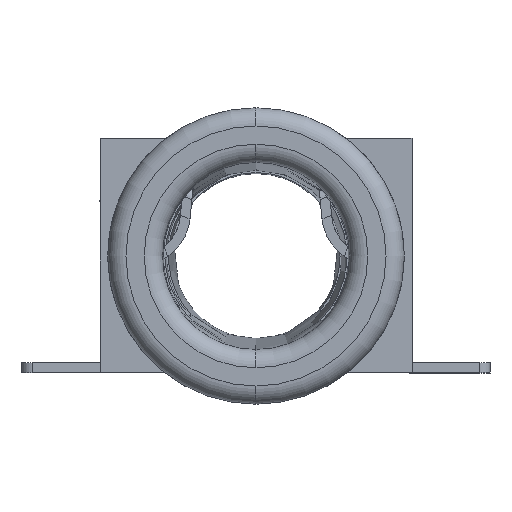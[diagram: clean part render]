
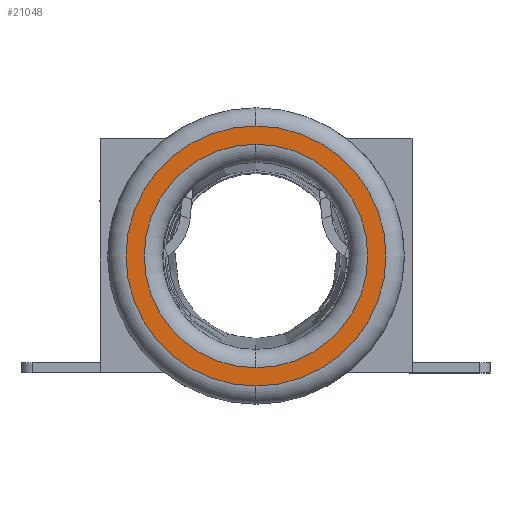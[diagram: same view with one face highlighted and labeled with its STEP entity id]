
A CAD part, left-side view. The second image highlights one B-rep face of the part: STEP entity #21048.
In plain terms, the highlighted planar face has unit normal (-1, 0, 0).
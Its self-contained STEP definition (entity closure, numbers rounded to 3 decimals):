
#90 = DIRECTION ( 'NONE',  ( 0., 0., 1. ) ) ;
#251 = EDGE_LOOP ( 'NONE', ( #6126, #18890 ) ) ;
#334 = EDGE_LOOP ( 'NONE', ( #2420, #24622 ) ) ;
#1128 = DIRECTION ( 'NONE',  ( 0., 0., 1. ) ) ;
#1352 = EDGE_CURVE ( 'NONE', #10325, #23902, #11459, .T. ) ;
#1734 = DIRECTION ( 'NONE',  ( 1., 0., 0. ) ) ;
#2420 = ORIENTED_EDGE ( 'NONE', *, *, #19144, .T. ) ;
#3937 = CARTESIAN_POINT ( 'NONE',  ( -4., 0., -0.25 ) ) ;
#4086 = PLANE ( 'NONE',  #7340 ) ;
#5241 = CIRCLE ( 'NONE', #22510, 2.5 ) ;
#5622 = DIRECTION ( 'NONE',  ( 1., 0., 0. ) ) ;
#5780 = CIRCLE ( 'NONE', #14673, 2.15 ) ;
#6126 = ORIENTED_EDGE ( 'NONE', *, *, #1352, .T. ) ;
#6574 = DIRECTION ( 'NONE',  ( 0., 0., 1. ) ) ;
#7340 = AXIS2_PLACEMENT_3D ( 'NONE', #21796, #7975, #23454 ) ;
#7631 = CARTESIAN_POINT ( 'NONE',  ( -4., 0., 2.25 ) ) ;
#7683 = EDGE_CURVE ( 'NONE', #21841, #15955, #5780, .T. ) ;
#7975 = DIRECTION ( 'NONE',  ( -1., 0., 0. ) ) ;
#9256 = EDGE_CURVE ( 'NONE', #23902, #10325, #5241, .T. ) ;
#9455 = DIRECTION ( 'NONE',  ( 0., 0., 1. ) ) ;
#9632 = CARTESIAN_POINT ( 'NONE',  ( -4., 0., 4.75 ) ) ;
#10325 = VERTEX_POINT ( 'NONE', #9632 ) ;
#10625 = CARTESIAN_POINT ( 'NONE',  ( -4., 0., 2.25 ) ) ;
#11459 = CIRCLE ( 'NONE', #16653, 2.5 ) ;
#12180 = FACE_OUTER_BOUND ( 'NONE', #251, .T. ) ;
#14061 = FACE_BOUND ( 'NONE', #334, .T. ) ;
#14673 = AXIS2_PLACEMENT_3D ( 'NONE', #7631, #5622, #90 ) ;
#15749 = CARTESIAN_POINT ( 'NONE',  ( -4., 0., 0.1 ) ) ;
#15862 = CARTESIAN_POINT ( 'NONE',  ( -4., 0., 2.25 ) ) ;
#15955 = VERTEX_POINT ( 'NONE', #19604 ) ;
#16653 = AXIS2_PLACEMENT_3D ( 'NONE', #15862, #23496, #6574 ) ;
#18890 = ORIENTED_EDGE ( 'NONE', *, *, #9256, .T. ) ;
#18987 = CARTESIAN_POINT ( 'NONE',  ( -4., 0., 2.25 ) ) ;
#19144 = EDGE_CURVE ( 'NONE', #15955, #21841, #21319, .T. ) ;
#19604 = CARTESIAN_POINT ( 'NONE',  ( -4., 0., 4.4 ) ) ;
#21048 = ADVANCED_FACE ( 'NONE', ( #14061, #12180 ), #4086, .T. ) ;
#21319 = CIRCLE ( 'NONE', #23739, 2.15 ) ;
#21796 = CARTESIAN_POINT ( 'NONE',  ( -4., 0., 2.25 ) ) ;
#21841 = VERTEX_POINT ( 'NONE', #15749 ) ;
#22272 = DIRECTION ( 'NONE',  ( -1., 0., 0. ) ) ;
#22510 = AXIS2_PLACEMENT_3D ( 'NONE', #10625, #22272, #1128 ) ;
#23454 = DIRECTION ( 'NONE',  ( 0., 0., 1. ) ) ;
#23496 = DIRECTION ( 'NONE',  ( -1., 0., 0. ) ) ;
#23739 = AXIS2_PLACEMENT_3D ( 'NONE', #18987, #1734, #9455 ) ;
#23902 = VERTEX_POINT ( 'NONE', #3937 ) ;
#24622 = ORIENTED_EDGE ( 'NONE', *, *, #7683, .T. ) ;
